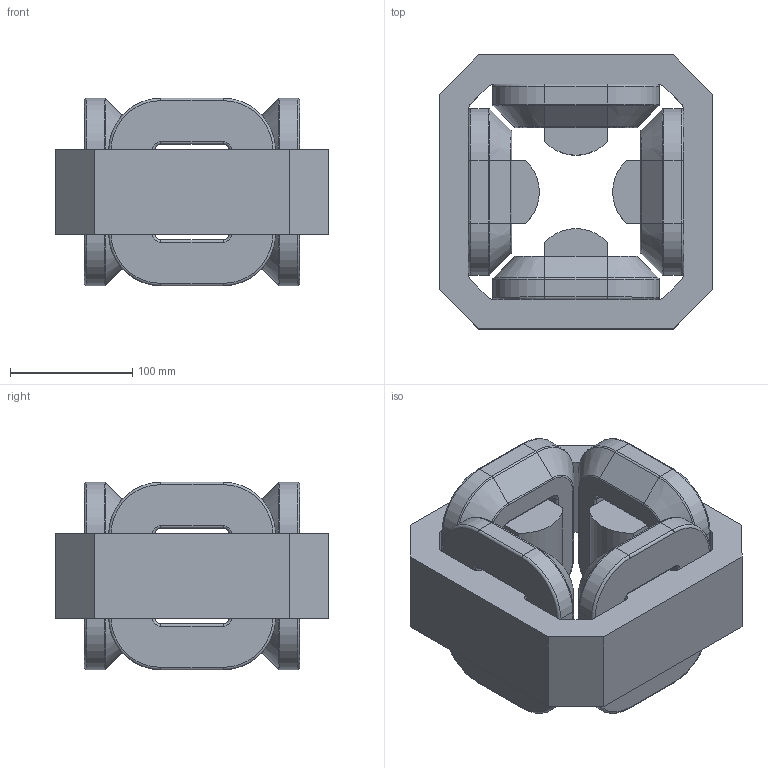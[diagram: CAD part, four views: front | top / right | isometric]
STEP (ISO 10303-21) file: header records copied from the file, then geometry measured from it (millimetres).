
FILE_DESCRIPTION(/* description */ (''),/* implementation_level */ '2;1');
FILE_NAME(/* name */ '1800029.stp',/* time_stamp */ '2021-04-07T16:00:26-07:00',/* author */ ('Thomas'),/* organization */ (''),/* preprocessor_version */ 'ST-DEVELOPER v17.2',/* originating_system */ 'Autodesk Inventor 2019',/* authorisation */ '');
FILE_SCHEMA (('AUTOMOTIVE_DESIGN { 1 0 10303 214 3 1 1 }'));
Length unit declared in the file: millimetre
Products named in the file (3): MEVEX V-BOX 6 QUAD; MEVEX V-BOX 6 YOKE; MEVEX V-BOX 6 QUAD COIL
Assembly tree (5 placements, depth 2):
  MEVEX V-BOX 6 QUAD
    MEVEX V-BOX 6 YOKE
    MEVEX V-BOX 6 QUAD COIL  x4
Bounding box: 224 x 224 x 153.4 mm (x, y, z)
Volume: 3777703 mm3; surface area: 387697.8 mm2
Topology: 5 solids, 5 shells, 314 faces, 720 edges, 416 vertices
Faces by surface type: cylinder 132, plane 86, torus 80, cone 16
Entity records: 3574 total; most frequent: DIRECTION 656, CARTESIAN_POINT 588, ORIENTED_EDGE 576, EDGE_CURVE 288, AXIS2_PLACEMENT_3D 244, VERTEX_POINT 176, LINE 168, VECTOR 168
